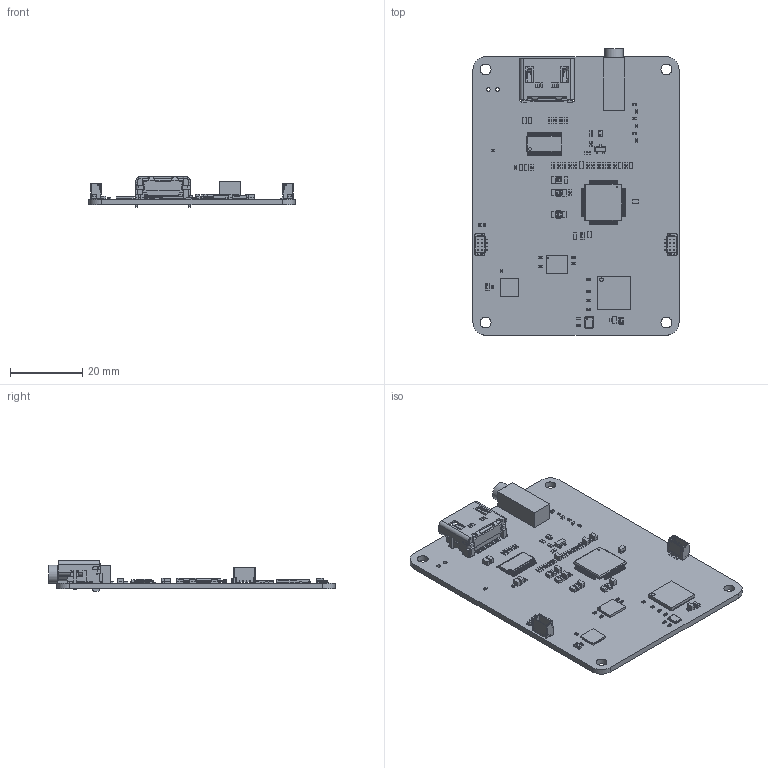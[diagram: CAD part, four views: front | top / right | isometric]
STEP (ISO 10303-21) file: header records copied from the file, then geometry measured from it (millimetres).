
FILE_DESCRIPTION(('Open CASCADE Model'),'2;1');
FILE_NAME('Open CASCADE Shape Model','2025-04-17T11:26:15',('Author'),( 'Open CASCADE'),'Open CASCADE STEP processor 7.5','Open CASCADE 7.5' ,'Unknown');
FILE_SCHEMA(('AUTOMOTIVE_DESIGN { 1 0 10303 214 1 1 1 1 }'));
Length unit declared in the file: millimetre
Products named in the file (149): PCB; Board; Open CASCADE STEP translator 7.5 21.1.1; R6; User Library-R SMD 0402; User Library-R SMD 0402_0402 BODY; User Library-R SMD 0402_0402 PAD; User Library-R SMD 0402_0402 OPIS; R10; J4; 2086581051; Open CASCADE STEP translator 7.5 21.4.1.1; Open CASCADE STEP translator 7.5 21.4.1.2; 8022148720; Extruded; U6; PAP64_5X5; 8022146800; U5; DBT0038A; BODY-TSSOP; LEAD-TSSOP; PIN1; T2; SOT-23; R47; 0603 SMD Resistor; R46; R45; R44; R43; R42; R41; R40; R23; R22; R21; R20; R19; R18 ...
Assembly tree (554 placements, depth 4):
  PCB
    Board
      Open CASCADE STEP translator 7.5 21.1.1
    R6
      User Library-R SMD 0402
        User Library-R SMD 0402_0402 BODY
        User Library-R SMD 0402_0402 PAD  x2
        User Library-R SMD 0402_0402 OPIS
    R10
      User Library-R SMD 0402
        User Library-R SMD 0402_0402 BODY
        User Library-R SMD 0402_0402 PAD  x2
        User Library-R SMD 0402_0402 OPIS
    J4
      2086581051
        Open CASCADE STEP translator 7.5 21.4.1.1
        Open CASCADE STEP translator 7.5 21.4.1.2
      8022148720
        Extruded
    U6
      PAP64_5X5
      8022146800
        Extruded
    U5
      DBT0038A
        BODY-TSSOP
        LEAD-TSSOP  x38
        PIN1
      8022148720
        Extruded
    T2
      SOT-23
    R47
      0603 SMD Resistor
    R46
      0603 SMD Resistor
    R45
      0603 SMD Resistor
    R44
      0603 SMD Resistor
    R43
      0603 SMD Resistor
    R42
      0603 SMD Resistor
    R41
      0603 SMD Resistor
    R40
      0603 SMD Resistor
    R23
      0603 SMD Resistor
    R22
      0603 SMD Resistor
    R21
      0603 SMD Resistor
    R20
      0603 SMD Resistor
    R19
      0603 SMD Resistor
    R18
      0603 SMD Resistor
Bounding box: 57 x 79.2 x 8.38 mm (x, y, z)
Volume: 8409.3 mm3; surface area: 13268.9 mm2
Topology: 648 solids, 648 shells, 10798 faces, 27451 edges, 19376 vertices
Faces by surface type: plane 6329, cylinder 2500, bspline 1643, sphere 248, revolution 64, cone 14
Full cylindrical faces by diameter (mm): 0.25 x36, 0.408 x1, 1.016 x2, 1.5 x2, 1.6 x2, 3 x4, 3.6 x1, 5 x1
Entity records: 160197 total; most frequent: CARTESIAN_POINT 34686, DIRECTION 21719, ORIENTED_EDGE 20258, EDGE_CURVE 10129, LINE 9337, VECTOR 9337, VERTEX_POINT 6596, AXIS2_PLACEMENT_3D 6187
